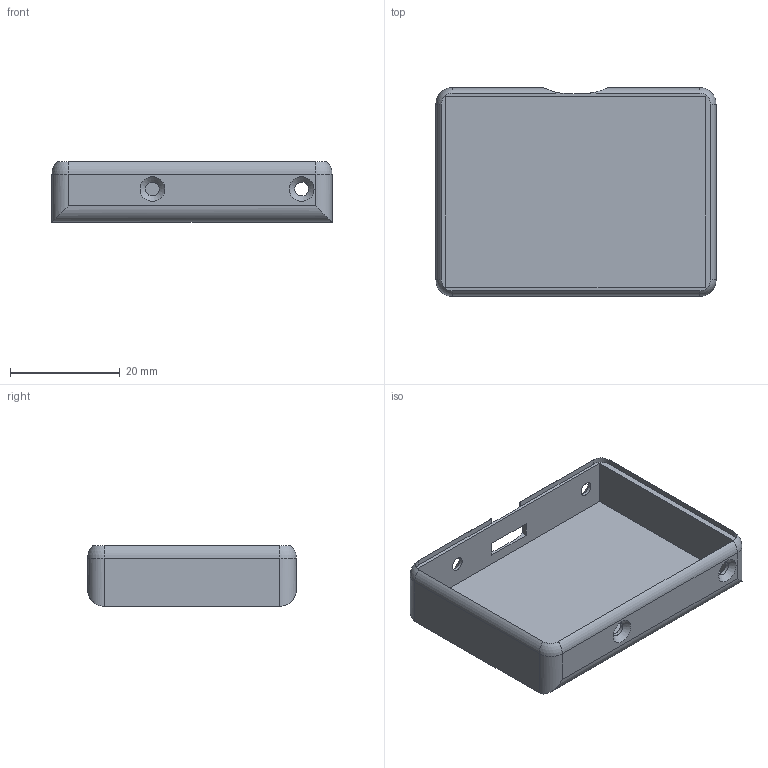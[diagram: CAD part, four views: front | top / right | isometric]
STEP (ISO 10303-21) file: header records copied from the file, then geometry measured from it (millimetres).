
FILE_DESCRIPTION(/* description */ (''),/* implementation_level */ '2;1');
FILE_NAME(/* name */ '木制后壳.step',/* time_stamp */ '2020-06-22T18:25:04+08:00',/* author */ (''),/* organization */ (''),/* preprocessor_version */ 'ST-DEVELOPER v18.1',/* originating_system */ 'Autodesk Translation Framework v9.3.0.1241',/* authorisation */ '');
FILE_SCHEMA (('AUTOMOTIVE_DESIGN { 1 0 10303 214 3 1 1 }'));
Length unit declared in the file: millimetre
Products named in the file (1): 木制后壳
Bounding box: 51 x 38 x 11 mm (x, y, z)
Volume: 5044.5 mm3; surface area: 7020.6 mm2
Topology: 1 solids, 1 shells, 55 faces, 134 edges, 81 vertices
Faces by surface type: cylinder 24, plane 23, sphere 4, cone 4
Full cylindrical faces by diameter (mm): 2.5 x4, 4.5 x1
Entity records: 1719 total; most frequent: CARTESIAN_POINT 349, DIRECTION 285, ORIENTED_EDGE 268, EDGE_CURVE 134, AXIS2_PLACEMENT_3D 101, LINE 83, VECTOR 83, VERTEX_POINT 81
